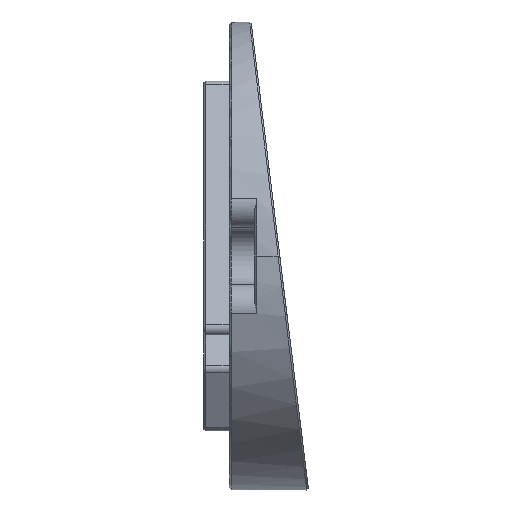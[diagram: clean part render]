
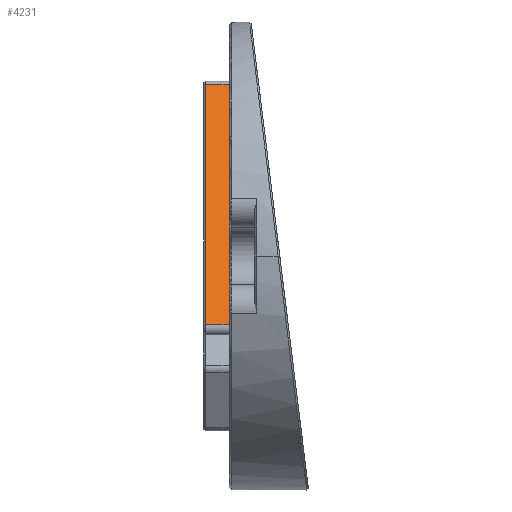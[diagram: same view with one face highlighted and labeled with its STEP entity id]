
A CAD part, left-side view. The second image highlights one B-rep face of the part: STEP entity #4231.
In plain terms, the highlighted planar face has unit normal (-0.859, 0, 0.512).
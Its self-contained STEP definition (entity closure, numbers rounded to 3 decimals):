
#309 = VERTEX_POINT ( 'NONE', #5247 ) ;
#327 = LINE ( 'NONE', #762, #2972 ) ;
#762 = CARTESIAN_POINT ( 'NONE',  ( -16.056, 2., -7.367 ) ) ;
#776 = VERTEX_POINT ( 'NONE', #1939 ) ;
#930 = DIRECTION ( 'NONE',  ( -0.512, 0., -0.859 ) ) ;
#949 = VECTOR ( 'NONE', #930, 1000. ) ;
#1350 = ORIENTED_EDGE ( 'NONE', *, *, #5245, .F. ) ;
#1783 = VECTOR ( 'NONE', #4819, 1000. ) ;
#1827 = LINE ( 'NONE', #3044, #1783 ) ;
#1857 = EDGE_CURVE ( 'NONE', #4683, #3173, #327, .T. ) ;
#1939 = CARTESIAN_POINT ( 'NONE',  ( -0.644, 2.55, 18.485 ) ) ;
#2172 = DIRECTION ( 'NONE',  ( 0., 1., 0. ) ) ;
#2188 = CARTESIAN_POINT ( 'NONE',  ( -16.056, 0., -7.367 ) ) ;
#2265 = CARTESIAN_POINT ( 'NONE',  ( -8.606, 2., 5.13 ) ) ;
#2320 = FACE_OUTER_BOUND ( 'NONE', #4335, .T. ) ;
#2972 = VECTOR ( 'NONE', #4380, 1000. ) ;
#3044 = CARTESIAN_POINT ( 'NONE',  ( -8.606, 2.55, 5.13 ) ) ;
#3130 = LINE ( 'NONE', #3914, #949 ) ;
#3173 = VERTEX_POINT ( 'NONE', #2188 ) ;
#3235 = ORIENTED_EDGE ( 'NONE', *, *, #1857, .T. ) ;
#3909 = LINE ( 'NONE', #5301, #5480 ) ;
#3914 = CARTESIAN_POINT ( 'NONE',  ( -8.606, 0., 5.13 ) ) ;
#4031 = DIRECTION ( 'NONE',  ( 0.512, 0., 0.859 ) ) ;
#4231 = ADVANCED_FACE ( 'NONE', ( #2320 ), #4558, .T. ) ;
#4335 = EDGE_LOOP ( 'NONE', ( #4859, #5067, #3235, #1350 ) ) ;
#4380 = DIRECTION ( 'NONE',  ( 0., -1., 0. ) ) ;
#4558 = PLANE ( 'NONE',  #4944 ) ;
#4683 = VERTEX_POINT ( 'NONE', #5346 ) ;
#4819 = DIRECTION ( 'NONE',  ( -0.512, 0., -0.859 ) ) ;
#4859 = ORIENTED_EDGE ( 'NONE', *, *, #5541, .T. ) ;
#4944 = AXIS2_PLACEMENT_3D ( 'NONE', #2265, #5393, #4031 ) ;
#5067 = ORIENTED_EDGE ( 'NONE', *, *, #5291, .T. ) ;
#5245 = EDGE_CURVE ( 'NONE', #309, #3173, #3130, .T. ) ;
#5247 = CARTESIAN_POINT ( 'NONE',  ( -0.644, 0., 18.485 ) ) ;
#5291 = EDGE_CURVE ( 'NONE', #776, #4683, #1827, .T. ) ;
#5301 = CARTESIAN_POINT ( 'NONE',  ( -0.644, 2., 18.485 ) ) ;
#5346 = CARTESIAN_POINT ( 'NONE',  ( -16.056, 2.55, -7.367 ) ) ;
#5393 = DIRECTION ( 'NONE',  ( -0.859, 0., 0.512 ) ) ;
#5480 = VECTOR ( 'NONE', #2172, 1000. ) ;
#5541 = EDGE_CURVE ( 'NONE', #309, #776, #3909, .T. ) ;
